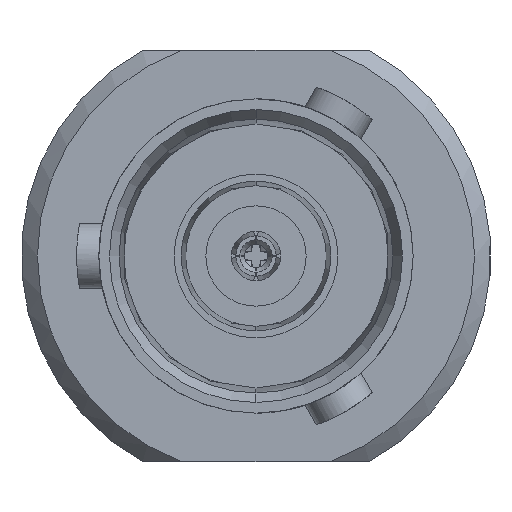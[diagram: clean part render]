
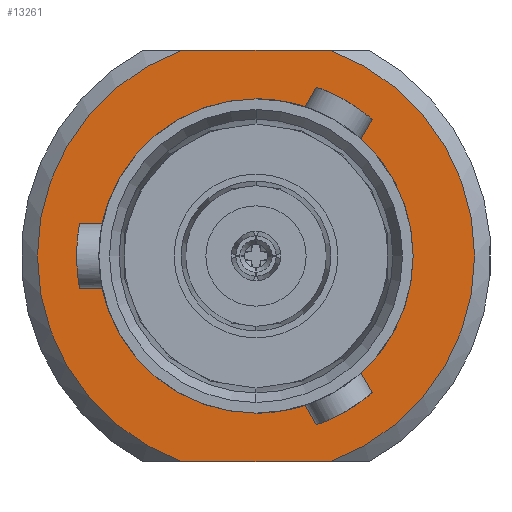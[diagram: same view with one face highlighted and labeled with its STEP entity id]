
A CAD part, left-side view. The second image highlights one B-rep face of the part: STEP entity #13261.
In plain terms, the highlighted face is planar.
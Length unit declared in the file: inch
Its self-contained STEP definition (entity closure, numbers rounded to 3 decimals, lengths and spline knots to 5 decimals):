
#48 = CARTESIAN_POINT ( 'NONE',  ( -0.45276, 0.26575, 0.25 ) ) ;
#477 = AXIS2_PLACEMENT_3D ( 'NONE', #7282, #7196, #823 ) ;
#509 = EDGE_CURVE ( 'NONE', #4350, #15415, #8727, .T. ) ;
#738 = AXIS2_PLACEMENT_3D ( 'NONE', #10361, #2905, #15458 ) ;
#814 = CARTESIAN_POINT ( 'NONE',  ( -0.45276, 0., 0. ) ) ;
#823 = DIRECTION ( 'NONE',  ( 0., 0., -1. ) ) ;
#1397 = CARTESIAN_POINT ( 'NONE',  ( -0.45276, 0.26575, -0.25 ) ) ;
#1409 = DIRECTION ( 'NONE',  ( 1., 0., 0. ) ) ;
#2233 = DIRECTION ( 'NONE',  ( 1., 0., 0. ) ) ;
#2905 = DIRECTION ( 'NONE',  ( -1., 0., 0. ) ) ;
#3678 = LINE ( 'NONE', #48, #9158 ) ;
#3692 = ORIENTED_EDGE ( 'NONE', *, *, #6267, .T. ) ;
#3761 = CARTESIAN_POINT ( 'NONE',  ( -0.45276, 0.09012, 0.25 ) ) ;
#3860 = ORIENTED_EDGE ( 'NONE', *, *, #13061, .F. ) ;
#3914 = AXIS2_PLACEMENT_3D ( 'NONE', #11798, #6771, #15557 ) ;
#3934 = DIRECTION ( 'NONE',  ( 0., 0., -1. ) ) ;
#4140 = CIRCLE ( 'NONE', #5721, 0.26575 ) ;
#4350 = VERTEX_POINT ( 'NONE', #14504 ) ;
#5353 = LINE ( 'NONE', #1397, #11302 ) ;
#5371 = VERTEX_POINT ( 'NONE', #14705 ) ;
#5431 = FACE_BOUND ( 'NONE', #5843, .T. ) ;
#5549 = VERTEX_POINT ( 'NONE', #3761 ) ;
#5721 = AXIS2_PLACEMENT_3D ( 'NONE', #8603, #2233, #12529 ) ;
#5821 = EDGE_CURVE ( 'NONE', #5549, #12853, #3678, .T. ) ;
#5843 = EDGE_LOOP ( 'NONE', ( #6694, #3860 ) ) ;
#6267 = EDGE_CURVE ( 'NONE', #15154, #5371, #5353, .T. ) ;
#6694 = ORIENTED_EDGE ( 'NONE', *, *, #509, .F. ) ;
#6771 = DIRECTION ( 'NONE',  ( 1., 0., 0. ) ) ;
#7196 = DIRECTION ( 'NONE',  ( 1., 0., 0. ) ) ;
#7282 = CARTESIAN_POINT ( 'NONE',  ( -0.45276, 0., 0. ) ) ;
#8603 = CARTESIAN_POINT ( 'NONE',  ( -0.45276, 0., 0. ) ) ;
#8727 = CIRCLE ( 'NONE', #3914, 0.191 ) ;
#9158 = VECTOR ( 'NONE', #12533, 39.37008 ) ;
#9187 = PLANE ( 'NONE',  #738 ) ;
#9784 = CARTESIAN_POINT ( 'NONE',  ( -0.45276, -0.09012, 0.25 ) ) ;
#10215 = ORIENTED_EDGE ( 'NONE', *, *, #10822, .T. ) ;
#10361 = CARTESIAN_POINT ( 'NONE',  ( -0.45276, 0.26575, 0. ) ) ;
#10416 = CIRCLE ( 'NONE', #12804, 0.26575 ) ;
#10822 = EDGE_CURVE ( 'NONE', #5371, #5549, #4140, .T. ) ;
#10833 = DIRECTION ( 'NONE',  ( 0., 1., 0. ) ) ;
#11302 = VECTOR ( 'NONE', #10833, 39.37008 ) ;
#11798 = CARTESIAN_POINT ( 'NONE',  ( -0.45276, 0., 0. ) ) ;
#12286 = ORIENTED_EDGE ( 'NONE', *, *, #15717, .T. ) ;
#12458 = CARTESIAN_POINT ( 'NONE',  ( -0.45276, 0., 0.191 ) ) ;
#12529 = DIRECTION ( 'NONE',  ( 0., 0., -1. ) ) ;
#12533 = DIRECTION ( 'NONE',  ( 0., -1., 0. ) ) ;
#12778 = CIRCLE ( 'NONE', #477, 0.191 ) ;
#12804 = AXIS2_PLACEMENT_3D ( 'NONE', #814, #1409, #3934 ) ;
#12853 = VERTEX_POINT ( 'NONE', #9784 ) ;
#13061 = EDGE_CURVE ( 'NONE', #15415, #4350, #12778, .T. ) ;
#13104 = FACE_OUTER_BOUND ( 'NONE', #13731, .T. ) ;
#13261 = ADVANCED_FACE ( 'NONE', ( #5431, #13104 ), #9187, .F. ) ;
#13731 = EDGE_LOOP ( 'NONE', ( #12286, #3692, #10215, #14113 ) ) ;
#14113 = ORIENTED_EDGE ( 'NONE', *, *, #5821, .T. ) ;
#14504 = CARTESIAN_POINT ( 'NONE',  ( -0.45276, 0., -0.191 ) ) ;
#14705 = CARTESIAN_POINT ( 'NONE',  ( -0.45276, 0.09012, -0.25 ) ) ;
#15151 = CARTESIAN_POINT ( 'NONE',  ( -0.45276, -0.09012, -0.25 ) ) ;
#15154 = VERTEX_POINT ( 'NONE', #15151 ) ;
#15415 = VERTEX_POINT ( 'NONE', #12458 ) ;
#15458 = DIRECTION ( 'NONE',  ( 0., 0., 1. ) ) ;
#15557 = DIRECTION ( 'NONE',  ( 0., 0., -1. ) ) ;
#15717 = EDGE_CURVE ( 'NONE', #12853, #15154, #10416, .T. ) ;
